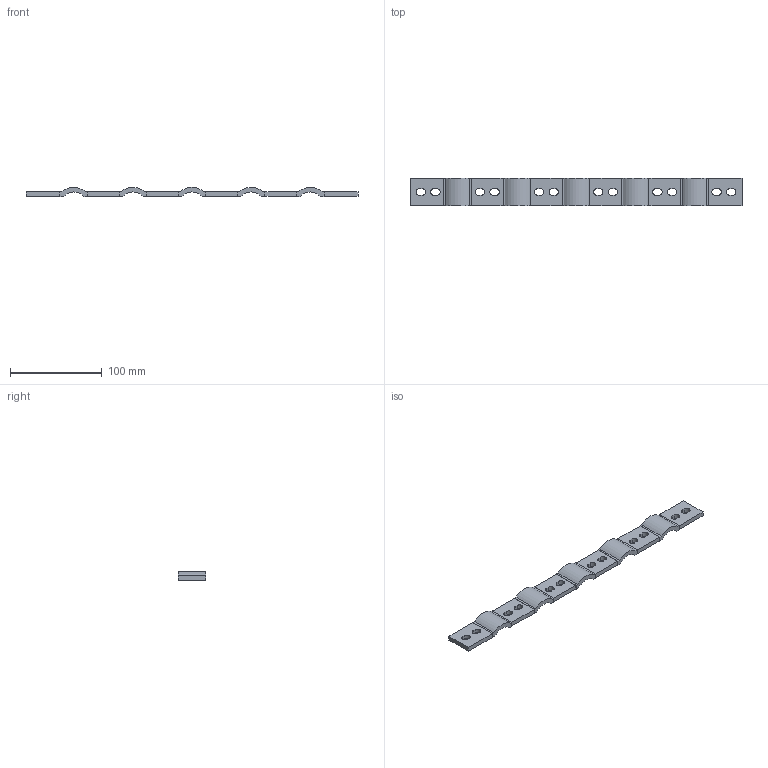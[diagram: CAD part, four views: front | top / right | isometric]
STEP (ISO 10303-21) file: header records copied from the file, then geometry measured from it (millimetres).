
FILE_DESCRIPTION(/* description */ (''),/* implementation_level */ '2;1');
FILE_NAME(/* name */ 'Zellverbinder_6 Zell_5x30.step',/* time_stamp */ '2021-10-19T12:03:55+02:00',/* author */ (''),/* organization */ (''),/* preprocessor_version */ 'ST-DEVELOPER v18.1',/* originating_system */ 'Autodesk Translation Framework v10.10.0.1391',/* authorisation */ '');
FILE_SCHEMA (('AUTOMOTIVE_DESIGN { 1 0 10303 214 3 1 1 }'));
Length unit declared in the file: millimetre
Products named in the file (1): Zellverbinder_6 Zell_5x30
Bounding box: 362 x 30.4 x 10.05 mm (x, y, z)
Volume: 53147 mm3; surface area: 27050.5 mm2
Topology: 1 solids, 1 shells, 124 faces, 336 edges, 224 vertices
Faces by surface type: plane 90, cylinder 34
Entity records: 4023 total; most frequent: CARTESIAN_POINT 685, ORIENTED_EDGE 672, DIRECTION 654, EDGE_CURVE 336, LINE 268, VECTOR 268, VERTEX_POINT 224, AXIS2_PLACEMENT_3D 193
